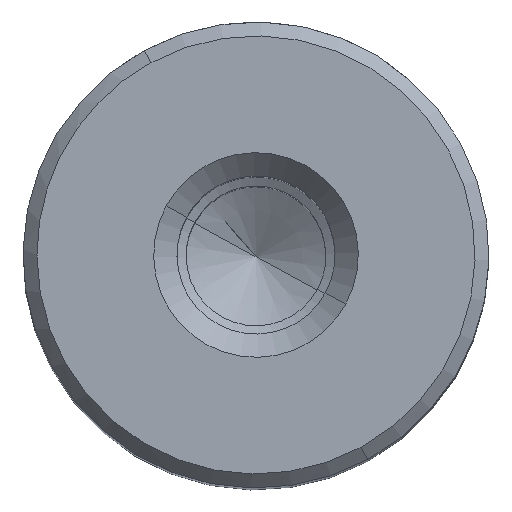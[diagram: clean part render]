
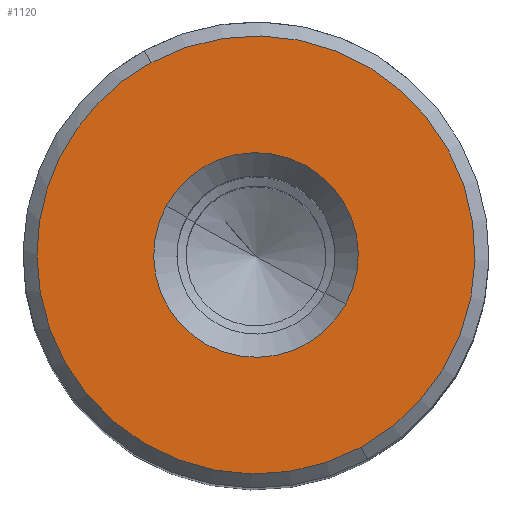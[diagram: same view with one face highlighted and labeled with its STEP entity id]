
A CAD part, top view. The second image highlights one B-rep face of the part: STEP entity #1120.
In plain terms, the highlighted planar face has unit normal (0, 0, 1).
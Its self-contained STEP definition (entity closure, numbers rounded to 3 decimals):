
#244=CARTESIAN_POINT('',(0.,0.,50.));
#245=DIRECTION('',(0.,0.,1.));
#246=DIRECTION('',(-0.479,0.878,0.));
#247=AXIS2_PLACEMENT_3D('',#244,#245,#246);
#252=CARTESIAN_POINT('',(0.,0.,50.));
#253=DIRECTION('',(0.,0.,1.));
#254=DIRECTION('',(0.479,-0.878,0.));
#255=AXIS2_PLACEMENT_3D('',#252,#253,#254);
#260=CARTESIAN_POINT('',(0.,0.,50.));
#261=DIRECTION('',(0.,0.,1.));
#262=DIRECTION('',(-1.,0.,0.));
#263=AXIS2_PLACEMENT_3D('',#260,#261,#262);
#268=CARTESIAN_POINT('',(0.,0.,50.));
#269=DIRECTION('',(0.,0.,-1.));
#270=DIRECTION('',(0.878,-0.479,0.));
#271=AXIS2_PLACEMENT_3D('',#268,#269,#270);
#276=CARTESIAN_POINT('',(0.,0.,50.));
#277=DIRECTION('',(0.,0.,-1.));
#278=DIRECTION('',(-0.878,0.479,0.));
#279=AXIS2_PLACEMENT_3D('',#276,#277,#278);
#826=CARTESIAN_POINT('',(3.853,-2.105,50.));
#827=CARTESIAN_POINT('',(-3.853,2.105,50.));
#828=VERTEX_POINT('',#826);
#829=VERTEX_POINT('',#827);
#834=CARTESIAN_POINT('',(-4.507,8.249,50.));
#835=CARTESIAN_POINT('',(-9.4,0.,
50.));
#836=VERTEX_POINT('',#834);
#837=VERTEX_POINT('',#835);
#838=CARTESIAN_POINT('',(4.507,-8.249,50.));
#839=VERTEX_POINT('',#838);
#1102=CARTESIAN_POINT('',(0.,9.4,50.));
#1103=DIRECTION('',(0.,0.,1.));
#1104=DIRECTION('',(1.,0.,0.));
#1105=AXIS2_PLACEMENT_3D('',#1102,#1103,#1104);
#1106=PLANE('',#1105);
#1108=ORIENTED_EDGE('',*,*,#1107,.F.);
#1110=ORIENTED_EDGE('',*,*,#1109,.F.);
#1112=ORIENTED_EDGE('',*,*,#1111,.F.);
#1113=EDGE_LOOP('',(#1108,#1110,#1112));
#1114=FACE_OUTER_BOUND('',#1113,.F.);
#1116=ORIENTED_EDGE('',*,*,#1115,.F.);
#1117=ORIENTED_EDGE('',*,*,#1085,.F.);
#1118=EDGE_LOOP('',(#1116,#1117));
#1119=FACE_BOUND('',#1118,.F.);
#248=CIRCLE('',#247,9.4);
#256=CIRCLE('',#255,9.4);
#264=CIRCLE('',#263,9.4);
#272=CIRCLE('',#271,4.391);
#280=CIRCLE('',#279,4.391);
#1085=EDGE_CURVE('',#829,#828,#280,.T.);
#1107=EDGE_CURVE('',#836,#837,#248,.T.);
#1109=EDGE_CURVE('',#839,#836,#256,.T.);
#1111=EDGE_CURVE('',#837,#839,#264,.T.);
#1115=EDGE_CURVE('',#828,#829,#272,.T.);
#1120=ADVANCED_FACE('',(#1114,#1119),#1106,.T.);
